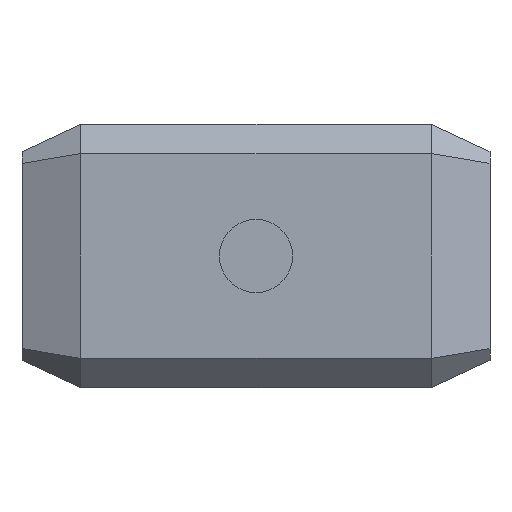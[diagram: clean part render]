
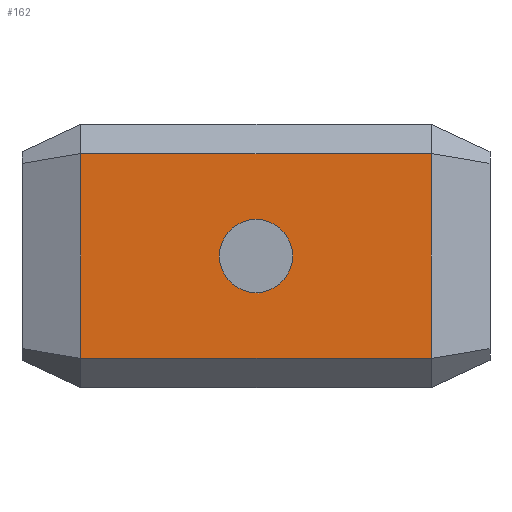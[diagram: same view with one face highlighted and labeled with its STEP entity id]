
A CAD part, front view. The second image highlights one B-rep face of the part: STEP entity #162.
In plain terms, the highlighted planar face has unit normal (0, -1, 0).
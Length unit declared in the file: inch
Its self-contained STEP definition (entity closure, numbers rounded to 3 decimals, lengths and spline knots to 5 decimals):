
#9 = VERTEX_POINT ( 'NONE', #121 ) ;
#10 = CARTESIAN_POINT ( 'NONE',  ( 0., 0., 2.25 ) ) ;
#27 = EDGE_CURVE ( 'NONE', #9, #129, #283, .T. ) ;
#45 = VECTOR ( 'NONE', #815, 39.37008 ) ;
#46 = ORIENTED_EDGE ( 'NONE', *, *, #591, .T. ) ;
#73 = EDGE_CURVE ( 'NONE', #212, #472, #768, .T. ) ;
#121 = CARTESIAN_POINT ( 'NONE',  ( 0.5, 0., 0.25 ) ) ;
#129 = VERTEX_POINT ( 'NONE', #206 ) ;
#132 = DIRECTION ( 'NONE',  ( 0., 0., 1. ) ) ;
#162 = ADVANCED_FACE ( 'NONE', ( #827, #258 ), #394, .F. ) ;
#200 = DIRECTION ( 'NONE',  ( 0., 0., 1. ) ) ;
#206 = CARTESIAN_POINT ( 'NONE',  ( 3.5, 0., 0.25 ) ) ;
#212 = VERTEX_POINT ( 'NONE', #523 ) ;
#250 = CARTESIAN_POINT ( 'NONE',  ( 2., 0., 1.125 ) ) ;
#255 = EDGE_CURVE ( 'NONE', #129, #212, #395, .T. ) ;
#258 = FACE_OUTER_BOUND ( 'NONE', #831, .T. ) ;
#261 = DIRECTION ( 'NONE',  ( 0., -1., 0. ) ) ;
#276 = CARTESIAN_POINT ( 'NONE',  ( 3.5, 0., 2.25 ) ) ;
#280 = CIRCLE ( 'NONE', #369, 0.3125 ) ;
#283 = LINE ( 'NONE', #378, #45 ) ;
#316 = CARTESIAN_POINT ( 'NONE',  ( 0., 0., 2. ) ) ;
#369 = AXIS2_PLACEMENT_3D ( 'NONE', #250, #380, #755 ) ;
#377 = DIRECTION ( 'NONE',  ( 0., 0., -1. ) ) ;
#378 = CARTESIAN_POINT ( 'NONE',  ( 3.5, 0., 0.25 ) ) ;
#380 = DIRECTION ( 'NONE',  ( 0., -1., 0. ) ) ;
#394 = PLANE ( 'NONE',  #796 ) ;
#395 = LINE ( 'NONE', #276, #534 ) ;
#441 = CARTESIAN_POINT ( 'NONE',  ( 2., 0., 0.8125 ) ) ;
#443 = DIRECTION ( 'NONE',  ( -1., 0., 0. ) ) ;
#462 = VERTEX_POINT ( 'NONE', #798 ) ;
#464 = DIRECTION ( 'NONE',  ( 0., 1., 0. ) ) ;
#472 = VERTEX_POINT ( 'NONE', #490 ) ;
#473 = ORIENTED_EDGE ( 'NONE', *, *, #255, .T. ) ;
#490 = CARTESIAN_POINT ( 'NONE',  ( 0.5, 0., 2. ) ) ;
#501 = ORIENTED_EDGE ( 'NONE', *, *, #73, .T. ) ;
#505 = LINE ( 'NONE', #805, #824 ) ;
#523 = CARTESIAN_POINT ( 'NONE',  ( 3.5, 0., 2. ) ) ;
#534 = VECTOR ( 'NONE', #722, 39.37008 ) ;
#587 = VECTOR ( 'NONE', #443, 39.37008 ) ;
#591 = EDGE_CURVE ( 'NONE', #472, #9, #505, .T. ) ;
#604 = ORIENTED_EDGE ( 'NONE', *, *, #790, .F. ) ;
#614 = VERTEX_POINT ( 'NONE', #441 ) ;
#624 = ORIENTED_EDGE ( 'NONE', *, *, #695, .F. ) ;
#635 = EDGE_LOOP ( 'NONE', ( #624, #604 ) ) ;
#651 = CARTESIAN_POINT ( 'NONE',  ( 2., 0., 1.125 ) ) ;
#695 = EDGE_CURVE ( 'NONE', #462, #614, #280, .T. ) ;
#697 = ORIENTED_EDGE ( 'NONE', *, *, #27, .T. ) ;
#722 = DIRECTION ( 'NONE',  ( 0., 0., 1. ) ) ;
#738 = AXIS2_PLACEMENT_3D ( 'NONE', #651, #261, #200 ) ;
#755 = DIRECTION ( 'NONE',  ( 0., 0., 1. ) ) ;
#768 = LINE ( 'NONE', #316, #587 ) ;
#778 = CIRCLE ( 'NONE', #738, 0.3125 ) ;
#790 = EDGE_CURVE ( 'NONE', #614, #462, #778, .T. ) ;
#796 = AXIS2_PLACEMENT_3D ( 'NONE', #10, #464, #132 ) ;
#798 = CARTESIAN_POINT ( 'NONE',  ( 2., 0., 1.4375 ) ) ;
#805 = CARTESIAN_POINT ( 'NONE',  ( 0.5, 0., 2.25 ) ) ;
#815 = DIRECTION ( 'NONE',  ( 1., 0., 0. ) ) ;
#824 = VECTOR ( 'NONE', #377, 39.37008 ) ;
#827 = FACE_BOUND ( 'NONE', #635, .T. ) ;
#831 = EDGE_LOOP ( 'NONE', ( #46, #697, #473, #501 ) ) ;
